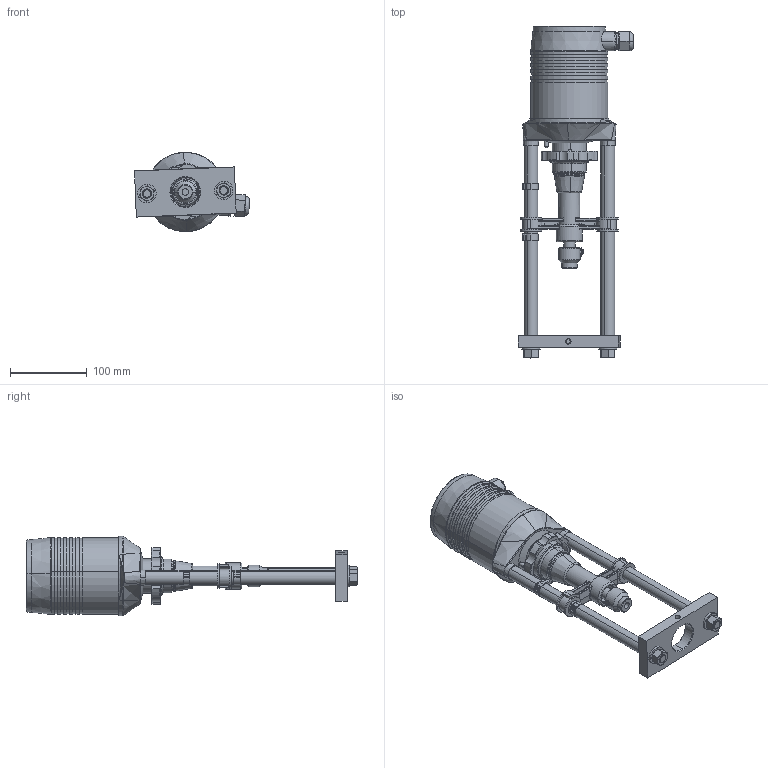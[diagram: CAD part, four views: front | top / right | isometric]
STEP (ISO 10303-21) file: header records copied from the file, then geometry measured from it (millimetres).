
FILE_DESCRIPTION (( 'STEP AP214' ), '1' );
FILE_NAME ('MC_163_Hub30__BR_300.STEP', '2014-11-27T06:58:37', ( '' ), ( '' ), 'SwSTEP 2.0', 'SolidWorks 2012', '' );
FILE_SCHEMA (( 'AUTOMOTIVE_DESIGN' ));
Length unit declared in the file: millimetre
Products named in the file (21): Klemmring Ï18+1; lock washer for shafts_din_Lock washer DIN 6799 - 5; hex nut style 1 gradeab_din_Hexagon Nut ISO 4032 - M12 - W - N; Führungshülse_ø18_E-70282__112464; plain washer grade a_din_Washer DIN 125 - A 13; Traverse_Aufnahme_ø38-100_E-29809__100504; Rundsäule_251mm_M10-M12_E-78803__117894; Bolzen__E-61630__108170; Verbindungsmuffe_M10_MC163__E-61629; Verbindungsstück_ mit_ 2-Flach_13__E-78802; Schutzhuelse_D-26590; Alu-Nabe__B-10410_; Kabelanschlu¯ Stopfen; Teil Gehõusedeckel_1; Br³cke_1; _bergang; gro¯e Mutter am Antrieb; oberste Kupplung - Lang_1; Elektro PG Verschraubung_gr; Obere Kappe mit PG Ausgõngen_1; MC_163_Hub30__BR_300
Assembly tree (25 placements, depth 2):
  MC_163_Hub30__BR_300
    Obere Kappe mit PG Ausgõngen_1
    Elektro PG Verschraubung_gr
    oberste Kupplung - Lang_1
    gro¯e Mutter am Antrieb
    _bergang
    Br³cke_1
    Teil Gehõusedeckel_1
    Kabelanschlu¯ Stopfen
    Alu-Nabe__B-10410_
    Schutzhuelse_D-26590
    Verbindungsstück_ mit_ 2-Flach_13__E-78802
    Verbindungsmuffe_M10_MC163__E-61629
    Bolzen__E-61630__108170
    Rundsäule_251mm_M10-M12_E-78803__117894  x2
    Traverse_Aufnahme_ø38-100_E-29809__100504
    plain washer grade a_din_Washer DIN 125 - A 13  x2
    Führungshülse_ø18_E-70282__112464  x2
    hex nut style 1 gradeab_din_Hexagon Nut ISO 4032 - M12 - W - N  x2
    lock washer for shafts_din_Lock washer DIN 6799 - 5
    Klemmring Ï18+1  x2
Bounding box: 149.66 x 431.89 x 103.12 mm (x, y, z)
Volume: 901451.2 mm3; surface area: 295376.5 mm2
Topology: 25 solids, 25 shells, 1557 faces, 3895 edges, 2413 vertices
Faces by surface type: plane 497, cylinder 471, bspline 290, cone 264, torus 35
Entity records: 53600 total; most frequent: CARTESIAN_POINT 20248, ORIENTED_EDGE 7122, DIRECTION 6432, EDGE_CURVE 3561, AXIS2_PLACEMENT_3D 2539, VERTEX_POINT 2225, EDGE_LOOP 1544, FACE_OUTER_BOUND 1437
